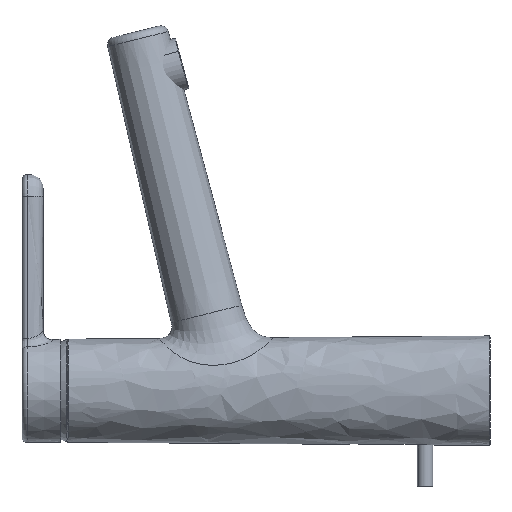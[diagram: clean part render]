
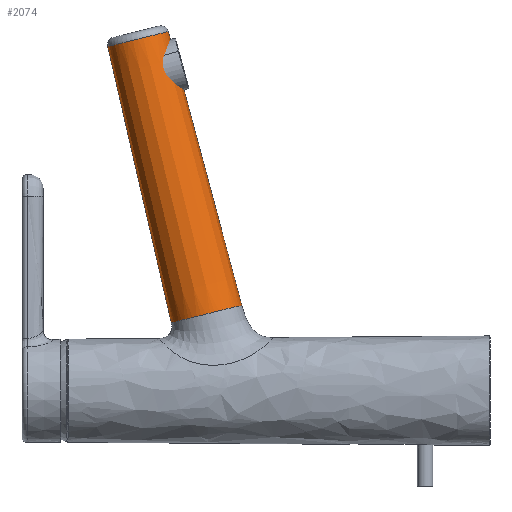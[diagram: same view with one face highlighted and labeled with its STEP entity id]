
A CAD part, left-side view. The second image highlights one B-rep face of the part: STEP entity #2074.
In plain terms, the highlighted conical face has half-angle 1.04 degrees and reference radius 12.249 mm.
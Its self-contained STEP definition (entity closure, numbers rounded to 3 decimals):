
#71 = EDGE_CURVE ( 'NONE', #3356, #3975, #2448, .T. ) ;
#84 = DIRECTION ( 'NONE',  ( 0., -0.97, 0.242 ) ) ;
#86 = DIRECTION ( 'NONE',  ( 0., -0.242, -0.97 ) ) ;
#95 = CARTESIAN_POINT ( 'NONE',  ( 0., 138.287, 138.143 ) ) ;
#317 = B_SPLINE_CURVE_WITH_KNOTS ( 'NONE', 3,
 ( #2589, #3338, #2559, #2547, #2534, #2507, #2482, #2465, #2423, #2403, #2384, #2367, #2332, #2314, #2299, #2297, #2273, #2270 ),
 .UNSPECIFIED., .F., .F.,
 ( 4, 2, 2, 2, 2, 2, 2, 2, 4 ),
 ( 0., 0.125, 0.25, 0.375, 0.5, 0.625, 0.75, 0.875, 1. ),
 .UNSPECIFIED. ) ;
#524 = EDGE_CURVE ( 'NONE', #3807, #1376, #3609, .T. ) ;
#540 = CARTESIAN_POINT ( 'NONE',  ( 0., 126.402, 141.105 ) ) ;
#875 = ORIENTED_EDGE ( 'NONE', *, *, #3490, .T. ) ;
#906 = CARTESIAN_POINT ( 'NONE',  ( 0., 125.204, 26.686 ) ) ;
#1045 = VECTOR ( 'NONE', #4532, 1000. ) ;
#1177 = ORIENTED_EDGE ( 'NONE', *, *, #71, .F. ) ;
#1205 = CIRCLE ( 'NONE', #3688, 12.249 ) ;
#1289 = CARTESIAN_POINT ( 'NONE',  ( 0., 150.172, 135.178 ) ) ;
#1376 = VERTEX_POINT ( 'NONE', #906 ) ;
#1570 = FACE_OUTER_BOUND ( 'NONE', #3413, .T. ) ;
#2074 = ADVANCED_FACE ( 'NONE', ( #1570 ), #3612, .T. ) ;
#2270 = CARTESIAN_POINT ( 'NONE',  ( 0., 97.513, 33.59 ) ) ;
#2273 = CARTESIAN_POINT ( 'NONE',  ( -1.868, 97.513, 33.59 ) ) ;
#2297 = CARTESIAN_POINT ( 'NONE',  ( -3.735, 97.873, 33.5 ) ) ;
#2299 = CARTESIAN_POINT ( 'NONE',  ( -7.186, 99.26, 33.154 ) ) ;
#2314 = CARTESIAN_POINT ( 'NONE',  ( -8.769, 100.287, 32.898 ) ) ;
#2332 = CARTESIAN_POINT ( 'NONE',  ( -11.411, 102.85, 32.259 ) ) ;
#2367 = CARTESIAN_POINT ( 'NONE',  ( -12.469, 104.386, 31.876 ) ) ;
#2384 = CARTESIAN_POINT ( 'NONE',  ( -13.898, 107.734, 31.041 ) ) ;
#2403 = CARTESIAN_POINT ( 'NONE',  ( -14.27, 109.546, 30.59 ) ) ;
#2423 = CARTESIAN_POINT ( 'NONE',  ( -14.27, 113.171, 29.686 ) ) ;
#2448 = LINE ( 'NONE', #4038, #3223 ) ;
#2465 = CARTESIAN_POINT ( 'NONE',  ( -13.898, 114.983, 29.234 ) ) ;
#2482 = CARTESIAN_POINT ( 'NONE',  ( -12.469, 118.332, 28.399 ) ) ;
#2507 = CARTESIAN_POINT ( 'NONE',  ( -11.411, 119.868, 28.016 ) ) ;
#2534 = CARTESIAN_POINT ( 'NONE',  ( -8.769, 122.431, 27.377 ) ) ;
#2547 = CARTESIAN_POINT ( 'NONE',  ( -7.186, 123.457, 27.121 ) ) ;
#2559 = CARTESIAN_POINT ( 'NONE',  ( -3.735, 124.844, 26.775 ) ) ;
#2589 = CARTESIAN_POINT ( 'NONE',  ( 0., 125.204, 26.686 ) ) ;
#2655 = AXIS2_PLACEMENT_3D ( 'NONE', #95, #86, #84 ) ;
#2895 = EDGE_CURVE ( 'NONE', #1376, #3975, #317, .T. ) ;
#2920 = CARTESIAN_POINT ( 'NONE',  ( 0., 97.513, 33.59 ) ) ;
#2994 = DIRECTION ( 'NONE',  ( 0., -0.242, -0.97 ) ) ;
#3058 = CARTESIAN_POINT ( 'NONE',  ( 0., 138.287, 138.141 ) ) ;
#3170 = DIRECTION ( 'NONE',  ( 0., -0.97, 0.242 ) ) ;
#3223 = VECTOR ( 'NONE', #4002, 1000. ) ;
#3338 = CARTESIAN_POINT ( 'NONE',  ( -1.868, 125.204, 26.686 ) ) ;
#3356 = VERTEX_POINT ( 'NONE', #540 ) ;
#3413 = EDGE_LOOP ( 'NONE', ( #875, #3552, #3418, #1177 ) ) ;
#3418 = ORIENTED_EDGE ( 'NONE', *, *, #2895, .T. ) ;
#3490 = EDGE_CURVE ( 'NONE', #3356, #3807, #1205, .T. ) ;
#3552 = ORIENTED_EDGE ( 'NONE', *, *, #524, .T. ) ;
#3609 = LINE ( 'NONE', #4423, #1045 ) ;
#3612 = CONICAL_SURFACE ( 'NONE', #2655, 12.249, 0.018 ) ;
#3688 = AXIS2_PLACEMENT_3D ( 'NONE', #3058, #2994, #3170 ) ;
#3807 = VERTEX_POINT ( 'NONE', #1289 ) ;
#3975 = VERTEX_POINT ( 'NONE', #2920 ) ;
#4002 = DIRECTION ( 'NONE',  ( 0., -0.259, -0.966 ) ) ;
#4038 = CARTESIAN_POINT ( 'NONE',  ( 0., 126.402, 141.107 ) ) ;
#4423 = CARTESIAN_POINT ( 'NONE',  ( 0., 150.173, 135.18 ) ) ;
#4532 = DIRECTION ( 'NONE',  ( 0., -0.224, -0.975 ) ) ;
